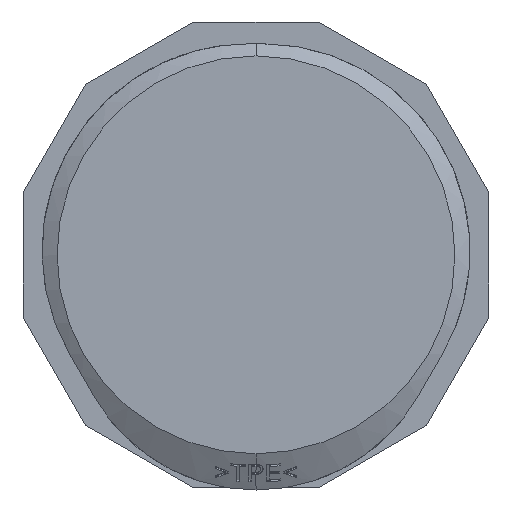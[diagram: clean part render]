
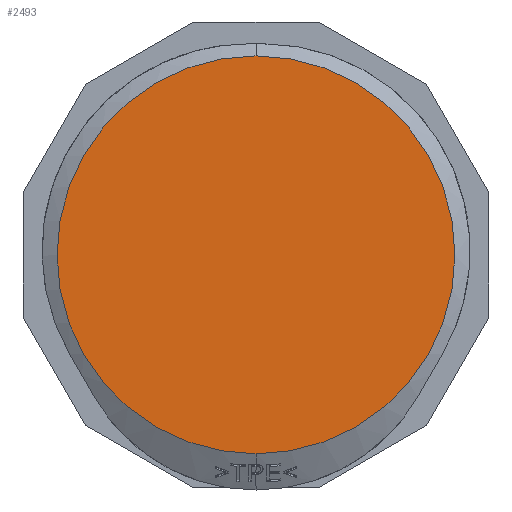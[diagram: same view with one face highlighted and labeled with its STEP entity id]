
A CAD part, front view. The second image highlights one B-rep face of the part: STEP entity #2493.
In plain terms, the highlighted planar face has unit normal (0, -1, 0).
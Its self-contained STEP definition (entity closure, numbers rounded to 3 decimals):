
#916=CIRCLE('',#14181,24.75);
#917=CIRCLE('',#14183,24.75);
#1739=FACE_OUTER_BOUND('',#5754,.T.);
#2493=ADVANCED_FACE('KES-E-R 50/9-A',(#1739),#2869,.F.);
#2869=PLANE('',#14185);
#5754=EDGE_LOOP('',(#9540,#9541));
#9540=ORIENTED_EDGE('',*,*,#12658,.F.);
#9541=ORIENTED_EDGE('',*,*,#12654,.F.);
#10759=VERTEX_POINT('',#30310);
#10760=VERTEX_POINT('',#30312);
#12654=EDGE_CURVE('GENERATED CIRCLE',#10759,#10760,#916,.T.);
#12658=EDGE_CURVE('GENERATED CIRCLE',#10760,#10759,#917,.T.);
#14181=AXIS2_PLACEMENT_3D('',#30311,#17453,#17454);
#14183=AXIS2_PLACEMENT_3D('',#30334,#17459,#17460);
#14185=AXIS2_PLACEMENT_3D('',#30336,#17463,#17464);
#17453=DIRECTION('',(0.,1.,0.));
#17454=DIRECTION('',(1.,0.,0.));
#17459=DIRECTION('',(0.,1.,0.));
#17460=DIRECTION('',(1.,0.,0.));
#17463=DIRECTION('',(0.,1.,0.));
#17464=DIRECTION('',(0.,0.,-1.));
#30310=CARTESIAN_POINT('',(0.,0.,-24.75));
#30311=CARTESIAN_POINT('',(0.,0.,0.));
#30312=CARTESIAN_POINT('',(0.,0.,24.75));
#30334=CARTESIAN_POINT('',(0.,0.,0.));
#30336=CARTESIAN_POINT('',(0.,0.,0.));
